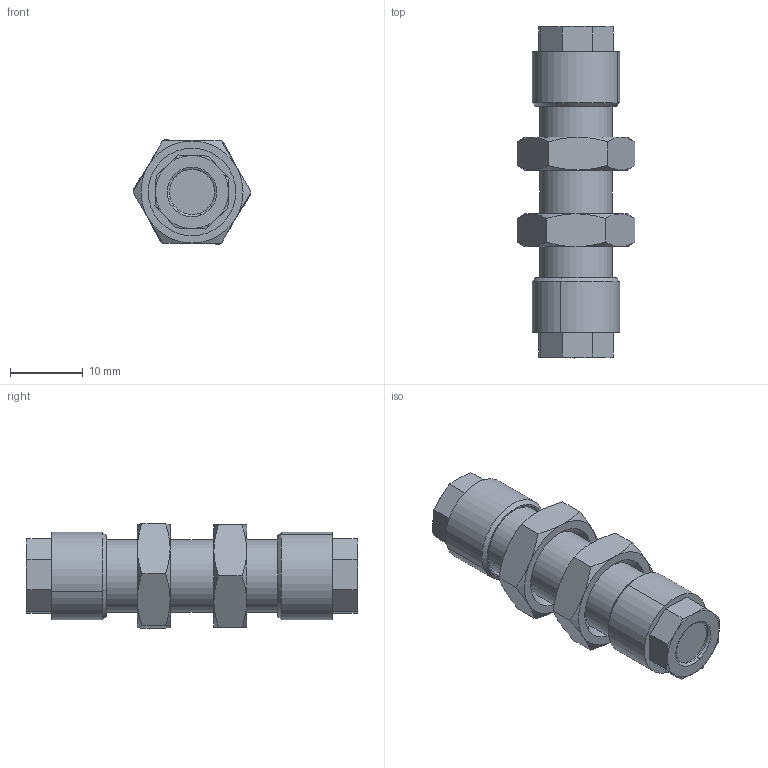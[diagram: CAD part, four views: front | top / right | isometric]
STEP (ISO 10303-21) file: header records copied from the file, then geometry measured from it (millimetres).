
FILE_DESCRIPTION(/* description */ ('VariCAD 2016-1.06 AP-214'),/* implementation_level */ '2;1');
FILE_NAME(/* name */ 'sck_4_msv.stp',/* time_stamp */ '2016-06-16T10:55:11+02:00',/* author */ (''),/* organization */ (''),/* preprocessor_version */ 'ST-DEVELOPER v14',/* originating_system */ 'VariCAD 2016-1.06; kernel version (20130303)',/* authorisation */ '');
FILE_SCHEMA (('AUTOMOTIVE_DESIGN'));
Length unit declared in the file: millimetre
Products named in the file (4): sck_4_msv; SCK 400 MSV<3>; SCK 400 MSV<2>; SCK 400 MSV<1>
Assembly tree (3 placements, depth 2):
  sck_4_msv
    SCK 400 MSV<3>
    SCK 400 MSV<2>
    SCK 400 MSV<1>
Bounding box: 16.17 x 45.5 x 14.31 mm (x, y, z)
Volume: 4804.7 mm3; surface area: 2846 mm2
Topology: 3 solids, 3 shells, 114 faces, 248 edges, 146 vertices
Faces by surface type: cone 56, plane 40, cylinder 14, torus 4
Entity records: 3358 total; most frequent: CARTESIAN_POINT 838, DIRECTION 510, ORIENTED_EDGE 496, EDGE_CURVE 248, AXIS2_PLACEMENT_3D 218, VERTEX_POINT 146, EDGE_LOOP 124, FACE_OUTER_BOUND 114
